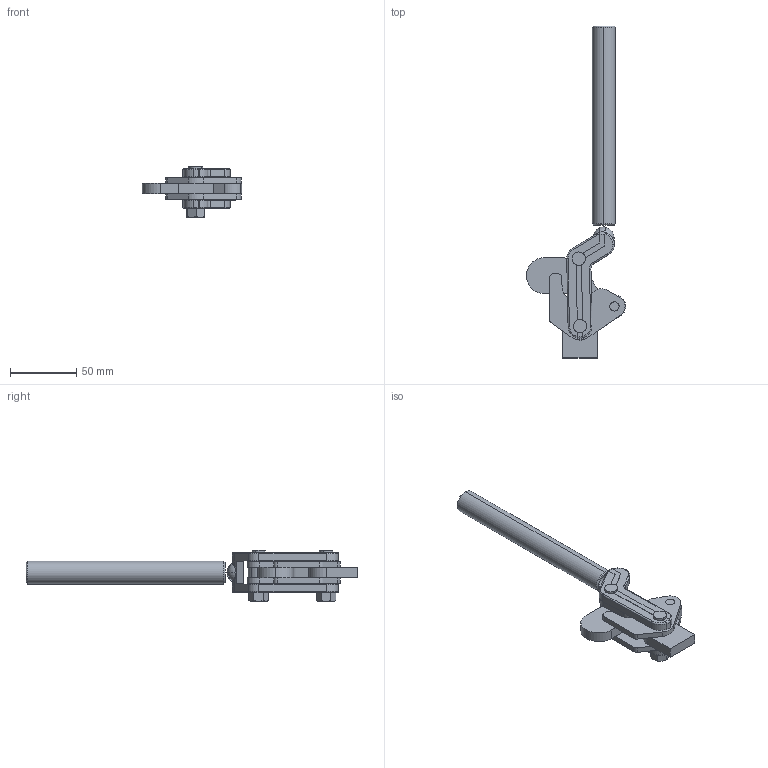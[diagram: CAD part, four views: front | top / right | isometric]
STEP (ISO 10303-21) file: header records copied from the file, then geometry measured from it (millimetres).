
FILE_DESCRIPTION (( 'STEP AP214' ), '1' );
FILE_NAME ('GH-70201(Â²¤Æ).STEP', '2020-03-04T08:16:01', ( 'LinWei' ), ( '' ), 'SwSTEP 2.0', 'SolidWorks 2016', '' );
FILE_SCHEMA (( 'AUTOMOTIVE_DESIGN' ));
Length unit declared in the file: millimetre
Products named in the file (7): 4702C152; 1700129-1^GH-70201(簡化); 3700108-1^GH-70201(簡化); Group4^GH-70201(簡化); Group2^GH-70201(簡化); Group1^GH-70201(簡化); GH-70201(簡化)
Assembly tree (6 placements, depth 2):
  GH-70201(簡化)
    Group1^GH-70201(簡化)
    Group2^GH-70201(簡化)
    Group4^GH-70201(簡化)
    3700108-1^GH-70201(簡化)
    1700129-1^GH-70201(簡化)
    4702C152
Bounding box: 74.86 x 249.97 x 38.6 mm (x, y, z)
Volume: 75063.4 mm3; surface area: 44465.1 mm2
Topology: 6 solids, 6 shells, 288 faces, 715 edges, 444 vertices
Faces by surface type: plane 110, cylinder 95, cone 32, bspline 24, torus 21, sphere 6
Entity records: 11431 total; most frequent: CARTESIAN_POINT 3504, DIRECTION 1432, ORIENTED_EDGE 1422, EDGE_CURVE 711, AXIS2_PLACEMENT_3D 546, VERTEX_POINT 444, VECTOR 340, LINE 340
